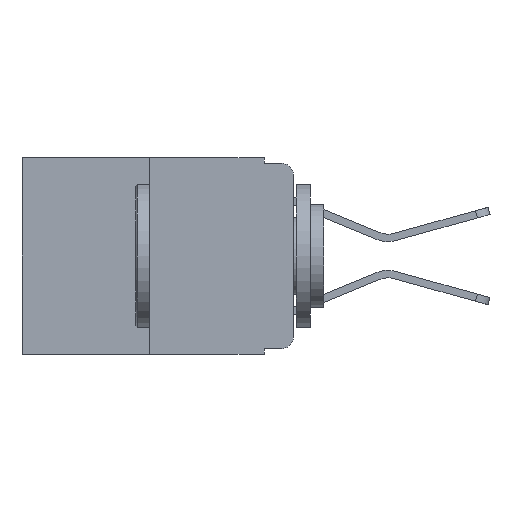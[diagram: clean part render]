
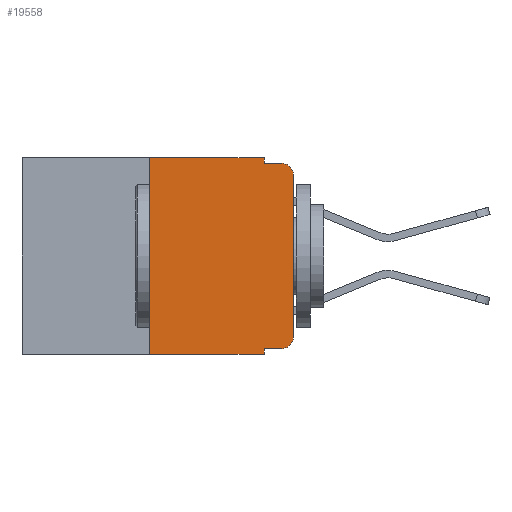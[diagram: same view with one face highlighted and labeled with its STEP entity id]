
A CAD part, left-side view. The second image highlights one B-rep face of the part: STEP entity #19558.
In plain terms, the highlighted planar face has unit normal (-1, 0, 0).
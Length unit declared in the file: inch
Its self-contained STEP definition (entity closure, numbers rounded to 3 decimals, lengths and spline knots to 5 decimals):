
#40 = VECTOR ( 'NONE', #656, 39.37008 ) ;
#494 = EDGE_CURVE ( 'NONE', #1033, #13835, #19245, .T. ) ;
#656 = DIRECTION ( 'NONE',  ( 0., -1., 0. ) ) ;
#735 = VERTEX_POINT ( 'NONE', #1227 ) ;
#991 = ORIENTED_EDGE ( 'NONE', *, *, #10206, .F. ) ;
#1033 = VERTEX_POINT ( 'NONE', #16552 ) ;
#1227 = CARTESIAN_POINT ( 'NONE',  ( 0., 0.25, 0. ) ) ;
#1298 = LINE ( 'NONE', #4982, #11052 ) ;
#1441 = VERTEX_POINT ( 'NONE', #16525 ) ;
#1704 = VECTOR ( 'NONE', #1924, 39.37008 ) ;
#1753 = CARTESIAN_POINT ( 'NONE',  ( 0., 0., -0.03 ) ) ;
#1769 = PLANE ( 'NONE',  #11821 ) ;
#1791 = DIRECTION ( 'NONE',  ( 0., -1., 0. ) ) ;
#1796 = VERTEX_POINT ( 'NONE', #1753 ) ;
#1924 = DIRECTION ( 'NONE',  ( 0., -1., 0. ) ) ;
#2402 = VECTOR ( 'NONE', #11113, 39.37008 ) ;
#2863 = DIRECTION ( 'NONE',  ( -1., 0., 0. ) ) ;
#2879 = CARTESIAN_POINT ( 'NONE',  ( 0., 0.02, -0.01 ) ) ;
#3320 = CARTESIAN_POINT ( 'NONE',  ( 0., 0.051, -0.01 ) ) ;
#3614 = FACE_OUTER_BOUND ( 'NONE', #3658, .T. ) ;
#3658 = EDGE_LOOP ( 'NONE', ( #14462, #19812, #13455, #991, #15141, #16477, #19402, #5794, #14084, #10166 ) ) ;
#3704 = EDGE_CURVE ( 'NONE', #1033, #735, #12447, .T. ) ;
#4568 = CARTESIAN_POINT ( 'NONE',  ( 0., 0.473, 0. ) ) ;
#4624 = DIRECTION ( 'NONE',  ( 0., 0., -1. ) ) ;
#4696 = CARTESIAN_POINT ( 'NONE',  ( 0., 0.02, -0.313 ) ) ;
#4764 = EDGE_CURVE ( 'NONE', #9046, #1441, #18583, .T. ) ;
#4885 = LINE ( 'NONE', #11059, #6240 ) ;
#4903 = AXIS2_PLACEMENT_3D ( 'NONE', #8181, #6481, #4624 ) ;
#4982 = CARTESIAN_POINT ( 'NONE',  ( 0., 0.051, 0. ) ) ;
#5245 = EDGE_CURVE ( 'NONE', #19097, #11936, #4885, .T. ) ;
#5794 = ORIENTED_EDGE ( 'NONE', *, *, #22217, .F. ) ;
#5921 = CARTESIAN_POINT ( 'NONE',  ( 0., 0., 0. ) ) ;
#6240 = VECTOR ( 'NONE', #1791, 39.37008 ) ;
#6481 = DIRECTION ( 'NONE',  ( -1., 0., 0. ) ) ;
#7394 = VERTEX_POINT ( 'NONE', #17693 ) ;
#7502 = LINE ( 'NONE', #5921, #2402 ) ;
#7534 = CARTESIAN_POINT ( 'NONE',  ( 0., 0.02, -0.333 ) ) ;
#8181 = CARTESIAN_POINT ( 'NONE',  ( 0., 0.02, -0.03 ) ) ;
#8823 = CIRCLE ( 'NONE', #4903, 0.02 ) ;
#9046 = VERTEX_POINT ( 'NONE', #7534 ) ;
#9306 = AXIS2_PLACEMENT_3D ( 'NONE', #4696, #2863, #23220 ) ;
#10166 = ORIENTED_EDGE ( 'NONE', *, *, #4764, .T. ) ;
#10206 = EDGE_CURVE ( 'NONE', #7394, #19097, #1298, .T. ) ;
#10307 = VECTOR ( 'NONE', #19476, 39.37008 ) ;
#10492 = CARTESIAN_POINT ( 'NONE',  ( 0., 0.25, 0. ) ) ;
#10556 = DIRECTION ( 'NONE',  ( 0., 0., -1. ) ) ;
#11052 = VECTOR ( 'NONE', #10556, 39.37008 ) ;
#11059 = CARTESIAN_POINT ( 'NONE',  ( 0., 0.051, -0.01 ) ) ;
#11113 = DIRECTION ( 'NONE',  ( 0., 0., 1. ) ) ;
#11821 = AXIS2_PLACEMENT_3D ( 'NONE', #15412, #18666, #15038 ) ;
#11936 = VERTEX_POINT ( 'NONE', #2879 ) ;
#11995 = VECTOR ( 'NONE', #13895, 39.37008 ) ;
#12447 = LINE ( 'NONE', #10492, #11995 ) ;
#12760 = LINE ( 'NONE', #18568, #1704 ) ;
#13455 = ORIENTED_EDGE ( 'NONE', *, *, #5245, .F. ) ;
#13835 = VERTEX_POINT ( 'NONE', #14555 ) ;
#13895 = DIRECTION ( 'NONE',  ( 0., 0., 1. ) ) ;
#14084 = ORIENTED_EDGE ( 'NONE', *, *, #21982, .T. ) ;
#14214 = LINE ( 'NONE', #21583, #23037 ) ;
#14305 = CARTESIAN_POINT ( 'NONE',  ( 0., 0.051, -0.333 ) ) ;
#14317 = VERTEX_POINT ( 'NONE', #14305 ) ;
#14462 = ORIENTED_EDGE ( 'NONE', *, *, #17540, .T. ) ;
#14555 = CARTESIAN_POINT ( 'NONE',  ( 0., 0.051, -0.343 ) ) ;
#15038 = DIRECTION ( 'NONE',  ( 0., 0., -1. ) ) ;
#15141 = ORIENTED_EDGE ( 'NONE', *, *, #17254, .F. ) ;
#15412 = CARTESIAN_POINT ( 'NONE',  ( 0., 0.473, 0. ) ) ;
#16477 = ORIENTED_EDGE ( 'NONE', *, *, #3704, .F. ) ;
#16525 = CARTESIAN_POINT ( 'NONE',  ( 0., 0., -0.313 ) ) ;
#16552 = CARTESIAN_POINT ( 'NONE',  ( 0., 0.25, -0.343 ) ) ;
#17254 = EDGE_CURVE ( 'NONE', #735, #7394, #21164, .T. ) ;
#17540 = EDGE_CURVE ( 'NONE', #1441, #1796, #7502, .T. ) ;
#17693 = CARTESIAN_POINT ( 'NONE',  ( 0., 0.051, 0. ) ) ;
#18183 = DIRECTION ( 'NONE',  ( 0., 0., -1. ) ) ;
#18568 = CARTESIAN_POINT ( 'NONE',  ( 0., 0.051, -0.333 ) ) ;
#18583 = CIRCLE ( 'NONE', #9306, 0.02 ) ;
#18666 = DIRECTION ( 'NONE',  ( 1., 0., 0. ) ) ;
#19097 = VERTEX_POINT ( 'NONE', #3320 ) ;
#19245 = LINE ( 'NONE', #23211, #10307 ) ;
#19402 = ORIENTED_EDGE ( 'NONE', *, *, #494, .T. ) ;
#19476 = DIRECTION ( 'NONE',  ( 0., -1., 0. ) ) ;
#19558 = ADVANCED_FACE ( 'NONE', ( #3614 ), #1769, .F. ) ;
#19812 = ORIENTED_EDGE ( 'NONE', *, *, #23278, .T. ) ;
#21164 = LINE ( 'NONE', #4568, #40 ) ;
#21583 = CARTESIAN_POINT ( 'NONE',  ( 0., 0.051, 0. ) ) ;
#21982 = EDGE_CURVE ( 'NONE', #14317, #9046, #12760, .T. ) ;
#22217 = EDGE_CURVE ( 'NONE', #14317, #13835, #14214, .T. ) ;
#23037 = VECTOR ( 'NONE', #18183, 39.37008 ) ;
#23211 = CARTESIAN_POINT ( 'NONE',  ( 0., 0.473, -0.343 ) ) ;
#23220 = DIRECTION ( 'NONE',  ( 0., 0., -1. ) ) ;
#23278 = EDGE_CURVE ( 'NONE', #1796, #11936, #8823, .T. ) ;
